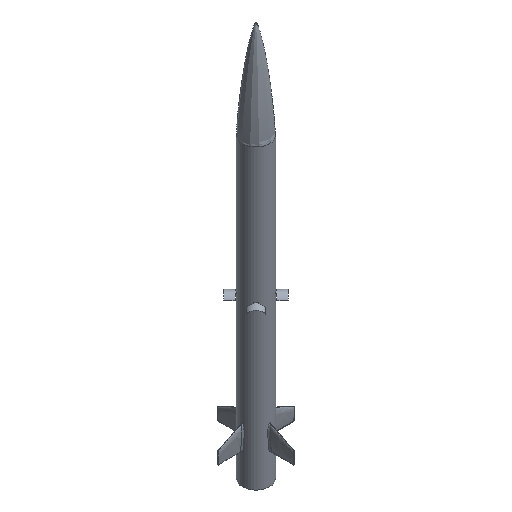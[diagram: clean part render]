
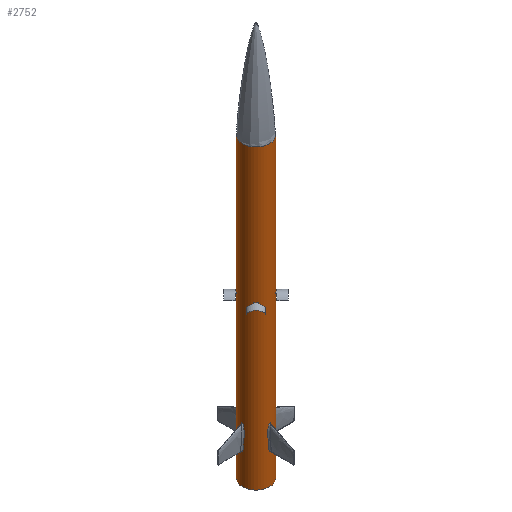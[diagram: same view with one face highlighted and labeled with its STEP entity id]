
A CAD part, isometric view. The second image highlights one B-rep face of the part: STEP entity #2752.
In plain terms, the highlighted cylindrical face has radius 84.5 mm (diameter 169 mm), a full revolution.
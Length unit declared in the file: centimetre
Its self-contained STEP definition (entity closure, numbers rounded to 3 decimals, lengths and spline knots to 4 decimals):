
#529 = DIRECTION ( 'NONE',  ( 0., 0., 1. ) ) ;
#792 = VERTEX_POINT ( 'NONE', #3565 ) ;
#1025 = DIRECTION ( 'NONE',  ( 1., 0., 0. ) ) ;
#1283 = CARTESIAN_POINT ( 'NONE',  ( 0., 0., -181.28 ) ) ;
#1712 = AXIS2_PLACEMENT_3D ( 'NONE', #1283, #4727, #3723 ) ;
#1733 = CARTESIAN_POINT ( 'NONE',  ( 0., 0., 0. ) ) ;
#1771 = EDGE_CURVE ( 'NONE', #792, #792, #4713, .T. ) ;
#2113 = DIRECTION ( 'NONE',  ( 1., 0., 0. ) ) ;
#2273 = FACE_OUTER_BOUND ( 'NONE', #5230, .T. ) ;
#2752 = ADVANCED_FACE ( 'NONE', ( #2273, #5020 ), #3545, .T. ) ;
#2893 = AXIS2_PLACEMENT_3D ( 'NONE', #1733, #5238, #1025 ) ;
#3224 = CIRCLE ( 'NONE', #5327, 8.45 ) ;
#3545 = CYLINDRICAL_SURFACE ( 'NONE', #1712, 8.45 ) ;
#3565 = CARTESIAN_POINT ( 'NONE',  ( 8.45, 0., 0. ) ) ;
#3723 = DIRECTION ( 'NONE',  ( 1., 0., 0. ) ) ;
#3855 = VERTEX_POINT ( 'NONE', #6121 ) ;
#3903 = ORIENTED_EDGE ( 'NONE', *, *, #5845, .T. ) ;
#4713 = CIRCLE ( 'NONE', #2893, 8.45 ) ;
#4727 = DIRECTION ( 'NONE',  ( 0., 0., 1. ) ) ;
#5020 = FACE_OUTER_BOUND ( 'NONE', #5776, .T. ) ;
#5230 = EDGE_LOOP ( 'NONE', ( #3903 ) ) ;
#5238 = DIRECTION ( 'NONE',  ( 0., 0., 1. ) ) ;
#5327 = AXIS2_PLACEMENT_3D ( 'NONE', #6053, #529, #2113 ) ;
#5776 = EDGE_LOOP ( 'NONE', ( #6391 ) ) ;
#5845 = EDGE_CURVE ( 'NONE', #3855, #3855, #3224, .T. ) ;
#6053 = CARTESIAN_POINT ( 'NONE',  ( 0., 0., -181.28 ) ) ;
#6121 = CARTESIAN_POINT ( 'NONE',  ( 8.45, 0., -181.28 ) ) ;
#6391 = ORIENTED_EDGE ( 'NONE', *, *, #1771, .F. ) ;
